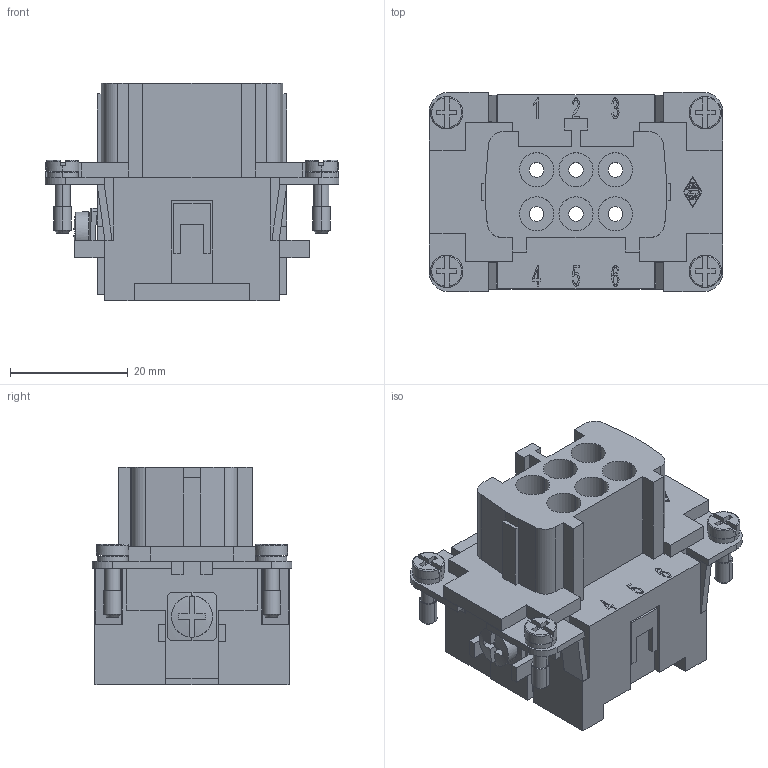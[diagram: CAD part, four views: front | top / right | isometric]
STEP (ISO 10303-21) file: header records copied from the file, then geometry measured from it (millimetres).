
FILE_DESCRIPTION(('Creo Elements/Direct Modeling STEP Export'),'2;1');
FILE_NAME('0ln7uvk46blg7e74616','2016-12-23T11:00:59',(''),(''),'PTC Creo Elements/Direct Modeling STEP processor for AP214 (Solid Model)','PTC Creo Elements/Direct Modeling 19.0E 27-Jun-2016 (C) Parametric Technology GmbH','');
FILE_SCHEMA(('AUTOMOTIVE_DESIGN { 1 0 10303 214 1 1 1 1 }'));
Length unit declared in the file: millimetre
Products named in the file (1): RCEF_06
Bounding box: 50 x 34 x 37 mm (x, y, z)
Volume: 26659.8 mm3; surface area: 14755.4 mm2
Topology: 2 solids, 2 shells, 702 faces, 1908 edges, 1259 vertices
Faces by surface type: plane 456, cylinder 118, bspline 98, torus 16, cone 8, sphere 6
Entity records: 28809 total; most frequent: CARTESIAN_POINT 5740, ORIENTED_EDGE 3820, DIRECTION 3232, EDGE_CURVE 1910, VECTOR 1372, LINE 1372, VERTEX_POINT 1259, AXIS2_PLACEMENT_3D 930
